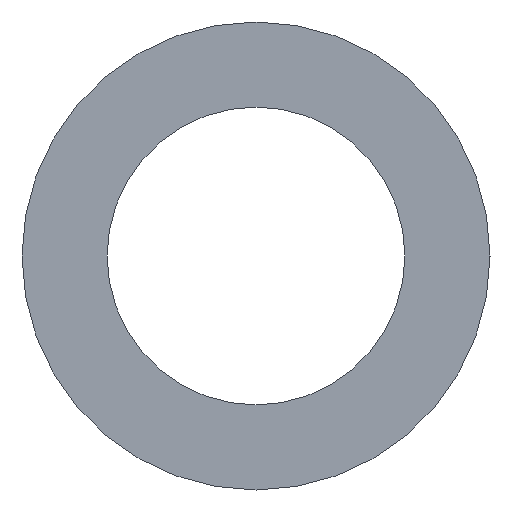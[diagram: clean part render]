
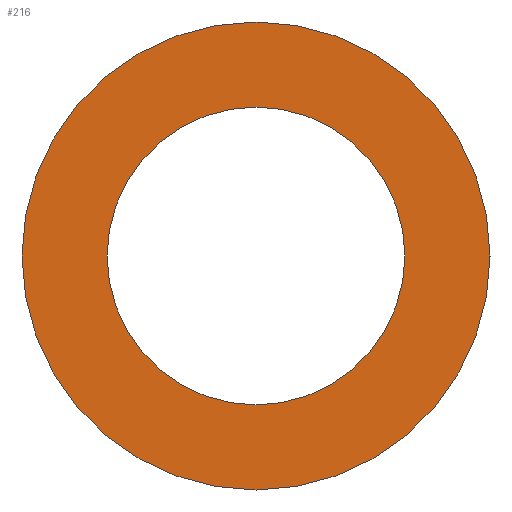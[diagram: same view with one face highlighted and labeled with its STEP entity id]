
A CAD part, left-side view. The second image highlights one B-rep face of the part: STEP entity #216.
In plain terms, the highlighted planar face has unit normal (-1, 0, 0).
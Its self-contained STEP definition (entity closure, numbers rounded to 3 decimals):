
#16=FACE_BOUND('',#58,.T.);
#18=PLANE('',#272);
#46=FACE_OUTER_BOUND('',#57,.T.);
#57=EDGE_LOOP('',(#201,#202));
#58=EDGE_LOOP('',(#203,#204));
#75=CIRCLE('',#258,27.5);
#76=CIRCLE('',#259,27.5);
#83=CIRCLE('',#270,17.5);
#84=CIRCLE('',#271,17.5);
#99=VERTEX_POINT('',#391);
#100=VERTEX_POINT('',#393);
#107=VERTEX_POINT('',#414);
#108=VERTEX_POINT('',#416);
#128=EDGE_CURVE('',#99,#100,#75,.T.);
#129=EDGE_CURVE('',#100,#99,#76,.T.);
#139=EDGE_CURVE('',#108,#107,#83,.T.);
#140=EDGE_CURVE('',#107,#108,#84,.T.);
#201=ORIENTED_EDGE('',*,*,#129,.F.);
#202=ORIENTED_EDGE('',*,*,#128,.F.);
#203=ORIENTED_EDGE('',*,*,#139,.T.);
#204=ORIENTED_EDGE('',*,*,#140,.T.);
#216=ADVANCED_FACE('',(#46,#16),#18,.T.);
#258=AXIS2_PLACEMENT_3D('',#394,#320,#321);
#259=AXIS2_PLACEMENT_3D('',#395,#322,#323);
#270=AXIS2_PLACEMENT_3D('',#417,#347,#348);
#271=AXIS2_PLACEMENT_3D('',#418,#349,#350);
#272=AXIS2_PLACEMENT_3D('',#419,#351,#352);
#320=DIRECTION('center_axis',(1.,0.,0.));
#321=DIRECTION('ref_axis',(0.,0.,-1.));
#322=DIRECTION('center_axis',(1.,0.,0.));
#323=DIRECTION('ref_axis',(0.,0.,-1.));
#347=DIRECTION('center_axis',(1.,0.,0.));
#348=DIRECTION('ref_axis',(0.,0.,-1.));
#349=DIRECTION('center_axis',(1.,0.,0.));
#350=DIRECTION('ref_axis',(0.,0.,-1.));
#351=DIRECTION('center_axis',(-1.,0.,0.));
#352=DIRECTION('ref_axis',(0.,0.,1.));
#391=CARTESIAN_POINT('',(0.,-27.5,0.));
#393=CARTESIAN_POINT('',(0.,27.5,0.));
#394=CARTESIAN_POINT('Origin',(0.,0.,0.));
#395=CARTESIAN_POINT('Origin',(0.,0.,0.));
#414=CARTESIAN_POINT('',(0.,-17.5,0.));
#416=CARTESIAN_POINT('',(0.,17.5,0.));
#417=CARTESIAN_POINT('Origin',(0.,0.,0.));
#418=CARTESIAN_POINT('Origin',(0.,0.,0.));
#419=CARTESIAN_POINT('Origin',(0.,27.5,0.));
